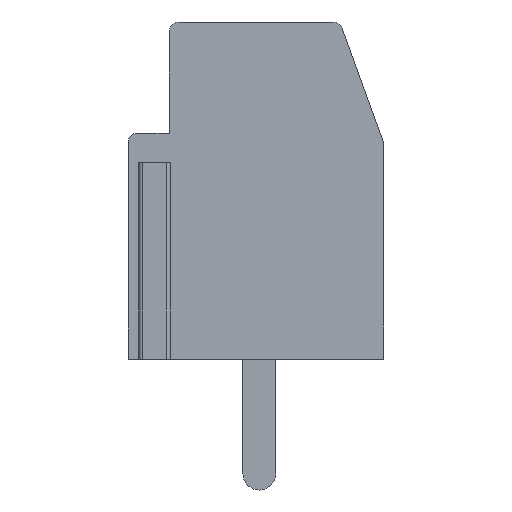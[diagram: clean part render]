
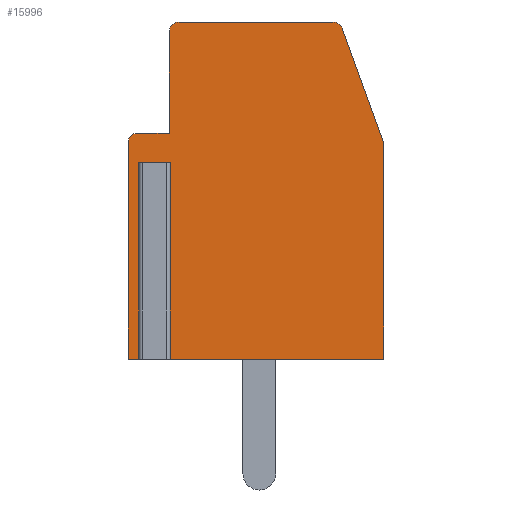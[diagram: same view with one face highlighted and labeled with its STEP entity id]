
A CAD part, left-side view. The second image highlights one B-rep face of the part: STEP entity #15996.
In plain terms, the highlighted planar face has unit normal (-1, 0, 0).
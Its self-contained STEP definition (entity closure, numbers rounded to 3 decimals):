
#15888 = VERTEX_POINT('',#15889);
#15889 = CARTESIAN_POINT('',(-5.,-3.8,
    0.));
#15895 = EDGE_CURVE('',#15888,#15896,#15898,.T.);
#15896 = VERTEX_POINT('',#15897);
#15897 = CARTESIAN_POINT('',(-5.,2.9,
    0.));
#15898 = LINE('',#15899,#15900);
#15899 = CARTESIAN_POINT('',(-5.,-3.8,
    0.));
#15900 = VECTOR('',#15901,1.);
#15901 = DIRECTION('',(0.,1.,0.));
#15938 = VERTEX_POINT('',#15939);
#15939 = CARTESIAN_POINT('',(-5.,3.5,
    0.));
#15945 = EDGE_CURVE('',#15938,#15946,#15948,.T.);
#15946 = VERTEX_POINT('',#15947);
#15947 = CARTESIAN_POINT('',(-5.,4.,0.));
#15948 = LINE('',#15949,#15950);
#15949 = CARTESIAN_POINT('',(-5.,-3.8,
    0.));
#15950 = VECTOR('',#15951,1.);
#15951 = DIRECTION('',(0.,1.,0.));
#15996 = ADVANCED_FACE('',(#15997),#16096,.F.);
#15997 = FACE_BOUND('',#15998,.T.);
#15998 = EDGE_LOOP('',(#15999,#16007,#16015,#16021,#16022,#16030,#16038,
    #16047,#16055,#16064,#16072,#16080,#16089,#16095));
#15999 = ORIENTED_EDGE('',*,*,#16000,.F.);
#16000 = EDGE_CURVE('',#16001,#15938,#16003,.T.);
#16001 = VERTEX_POINT('',#16002);
#16002 = CARTESIAN_POINT('',(-5.,3.5,
    6.));
#16003 = LINE('',#16004,#16005);
#16004 = CARTESIAN_POINT('',(-5.,3.5,
    6.));
#16005 = VECTOR('',#16006,1.);
#16006 = DIRECTION('',(-0.,-0.,-1.));
#16007 = ORIENTED_EDGE('',*,*,#16008,.F.);
#16008 = EDGE_CURVE('',#16009,#16001,#16011,.T.);
#16009 = VERTEX_POINT('',#16010);
#16010 = CARTESIAN_POINT('',(-5.,2.9,
    6.));
#16011 = LINE('',#16012,#16013);
#16012 = CARTESIAN_POINT('',(-5.,2.9,
    6.));
#16013 = VECTOR('',#16014,1.);
#16014 = DIRECTION('',(0.,1.,0.));
#16015 = ORIENTED_EDGE('',*,*,#16016,.T.);
#16016 = EDGE_CURVE('',#16009,#15896,#16017,.T.);
#16017 = LINE('',#16018,#16019);
#16018 = CARTESIAN_POINT('',(-5.,2.9,
    6.));
#16019 = VECTOR('',#16020,1.);
#16020 = DIRECTION('',(-0.,-0.,-1.));
#16021 = ORIENTED_EDGE('',*,*,#15895,.F.);
#16022 = ORIENTED_EDGE('',*,*,#16023,.F.);
#16023 = EDGE_CURVE('',#16024,#15888,#16026,.T.);
#16024 = VERTEX_POINT('',#16025);
#16025 = CARTESIAN_POINT('',(-5.,-3.8,
    6.619));
#16026 = LINE('',#16027,#16028);
#16027 = CARTESIAN_POINT('',(-5.,-3.8,
    6.619));
#16028 = VECTOR('',#16029,1.);
#16029 = DIRECTION('',(0.,0.,-1.));
#16030 = ORIENTED_EDGE('',*,*,#16031,.F.);
#16031 = EDGE_CURVE('',#16032,#16024,#16034,.T.);
#16032 = VERTEX_POINT('',#16033);
#16033 = CARTESIAN_POINT('',(-5.,-2.532,
    10.103));
#16034 = LINE('',#16035,#16036);
#16035 = CARTESIAN_POINT('',(-5.,-2.532,
    10.103));
#16036 = VECTOR('',#16037,1.);
#16037 = DIRECTION('',(0.,-0.342,-0.94));
#16038 = ORIENTED_EDGE('',*,*,#16039,.F.);
#16039 = EDGE_CURVE('',#16040,#16032,#16042,.T.);
#16040 = VERTEX_POINT('',#16041);
#16041 = CARTESIAN_POINT('',(-5.,-2.25,
    10.3));
#16042 = CIRCLE('',#16043,0.3);
#16043 = AXIS2_PLACEMENT_3D('',#16044,#16045,#16046);
#16044 = CARTESIAN_POINT('',(-5.,-2.25,
    10.));
#16045 = DIRECTION('',(1.,-0.,0.));
#16046 = DIRECTION('',(0.,0.,-1.));
#16047 = ORIENTED_EDGE('',*,*,#16048,.F.);
#16048 = EDGE_CURVE('',#16049,#16040,#16051,.T.);
#16049 = VERTEX_POINT('',#16050);
#16050 = CARTESIAN_POINT('',(-5.,2.45,
    10.3));
#16051 = LINE('',#16052,#16053);
#16052 = CARTESIAN_POINT('',(-5.,2.45,
    10.3));
#16053 = VECTOR('',#16054,1.);
#16054 = DIRECTION('',(0.,-1.,0.));
#16055 = ORIENTED_EDGE('',*,*,#16056,.F.);
#16056 = EDGE_CURVE('',#16057,#16049,#16059,.T.);
#16057 = VERTEX_POINT('',#16058);
#16058 = CARTESIAN_POINT('',(-5.,2.75,
    10.));
#16059 = CIRCLE('',#16060,0.3);
#16060 = AXIS2_PLACEMENT_3D('',#16061,#16062,#16063);
#16061 = CARTESIAN_POINT('',(-5.,2.45,
    10.));
#16062 = DIRECTION('',(1.,-0.,0.));
#16063 = DIRECTION('',(0.,0.,-1.));
#16064 = ORIENTED_EDGE('',*,*,#16065,.F.);
#16065 = EDGE_CURVE('',#16066,#16057,#16068,.T.);
#16066 = VERTEX_POINT('',#16067);
#16067 = CARTESIAN_POINT('',(-5.,2.75,
    6.9));
#16068 = LINE('',#16069,#16070);
#16069 = CARTESIAN_POINT('',(-5.,2.75,
    6.9));
#16070 = VECTOR('',#16071,1.);
#16071 = DIRECTION('',(0.,0.,1.));
#16072 = ORIENTED_EDGE('',*,*,#16073,.F.);
#16073 = EDGE_CURVE('',#16074,#16066,#16076,.T.);
#16074 = VERTEX_POINT('',#16075);
#16075 = CARTESIAN_POINT('',(-5.,3.75,
    6.9));
#16076 = LINE('',#16077,#16078);
#16077 = CARTESIAN_POINT('',(-5.,3.75,
    6.9));
#16078 = VECTOR('',#16079,1.);
#16079 = DIRECTION('',(0.,-1.,0.));
#16080 = ORIENTED_EDGE('',*,*,#16081,.F.);
#16081 = EDGE_CURVE('',#16082,#16074,#16084,.T.);
#16082 = VERTEX_POINT('',#16083);
#16083 = CARTESIAN_POINT('',(-5.,4.,6.65));
#16084 = CIRCLE('',#16085,0.25);
#16085 = AXIS2_PLACEMENT_3D('',#16086,#16087,#16088);
#16086 = CARTESIAN_POINT('',(-5.,3.75,
    6.65));
#16087 = DIRECTION('',(1.,-0.,0.));
#16088 = DIRECTION('',(0.,0.,-1.));
#16089 = ORIENTED_EDGE('',*,*,#16090,.F.);
#16090 = EDGE_CURVE('',#15946,#16082,#16091,.T.);
#16091 = LINE('',#16092,#16093);
#16092 = CARTESIAN_POINT('',(-5.,4.,0.));
#16093 = VECTOR('',#16094,1.);
#16094 = DIRECTION('',(0.,0.,1.));
#16095 = ORIENTED_EDGE('',*,*,#15945,.F.);
#16096 = PLANE('',#16097);
#16097 = AXIS2_PLACEMENT_3D('',#16098,#16099,#16100);
#16098 = CARTESIAN_POINT('',(-5.,-2.25,
    10.));
#16099 = DIRECTION('',(1.,0.,0.));
#16100 = DIRECTION('',(0.,0.,-1.));
